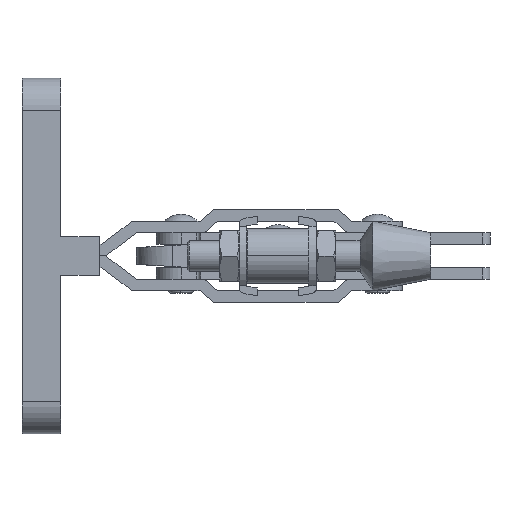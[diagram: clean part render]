
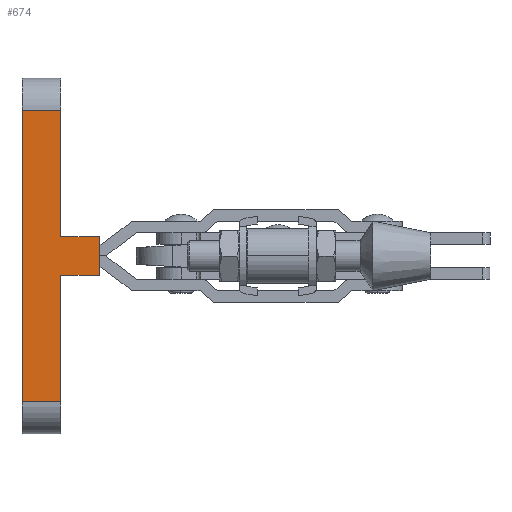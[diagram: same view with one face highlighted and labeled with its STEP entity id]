
A CAD part, left-side view. The second image highlights one B-rep face of the part: STEP entity #674.
In plain terms, the highlighted planar face has unit normal (-1, 0, 0).
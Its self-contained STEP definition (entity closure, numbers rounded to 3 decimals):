
#2 = ORIENTED_EDGE ( 'NONE', *, *, #1388, .F. ) ;
#71 = VECTOR ( 'NONE', #8750, 1000. ) ;
#245 = EDGE_CURVE ( 'NONE', #10513, #10934, #8816, .T. ) ;
#284 = CARTESIAN_POINT ( 'NONE',  ( -45.15, 85.99, 37.65 ) ) ;
#368 = CARTESIAN_POINT ( 'NONE',  ( -45.15, 85.99, -37.65 ) ) ;
#410 = EDGE_CURVE ( 'NONE', #10989, #8361, #9536, .T. ) ;
#467 = DIRECTION ( 'NONE',  ( 0., 0., -1. ) ) ;
#586 = VERTEX_POINT ( 'NONE', #1515 ) ;
#674 = ADVANCED_FACE ( 'NONE', ( #3755 ), #10572, .T. ) ;
#935 = VECTOR ( 'NONE', #4200, 1000. ) ;
#1388 = EDGE_CURVE ( 'NONE', #586, #7873, #6444, .T. ) ;
#1515 = CARTESIAN_POINT ( 'NONE',  ( -45.15, 85.99, -5. ) ) ;
#1522 = CARTESIAN_POINT ( 'NONE',  ( -45.15, 96., 5. ) ) ;
#2145 = DIRECTION ( 'NONE',  ( 0., 0., 1. ) ) ;
#2405 = ORIENTED_EDGE ( 'NONE', *, *, #7483, .F. ) ;
#2642 = LINE ( 'NONE', #3110, #71 ) ;
#3110 = CARTESIAN_POINT ( 'NONE',  ( -45.15, 96., 5. ) ) ;
#3206 = VECTOR ( 'NONE', #2145, 1000. ) ;
#3236 = ORIENTED_EDGE ( 'NONE', *, *, #410, .T. ) ;
#3314 = ORIENTED_EDGE ( 'NONE', *, *, #8475, .F. ) ;
#3755 = FACE_OUTER_BOUND ( 'NONE', #10866, .T. ) ;
#3972 = CARTESIAN_POINT ( 'NONE',  ( -45.15, 85.99, -37.65 ) ) ;
#3979 = ORIENTED_EDGE ( 'NONE', *, *, #12127, .F. ) ;
#4200 = DIRECTION ( 'NONE',  ( 0., 0., 1. ) ) ;
#5122 = VERTEX_POINT ( 'NONE', #1522 ) ;
#5190 = CARTESIAN_POINT ( 'NONE',  ( -45.15, 96., -49.893 ) ) ;
#5414 = DIRECTION ( 'NONE',  ( -1., 0., 0. ) ) ;
#5440 = LINE ( 'NONE', #5190, #10116 ) ;
#5651 = LINE ( 'NONE', #9592, #3206 ) ;
#5755 = AXIS2_PLACEMENT_3D ( 'NONE', #368, #5414, #9964 ) ;
#5928 = CARTESIAN_POINT ( 'NONE',  ( -45.15, 96., -37.65 ) ) ;
#5932 = LINE ( 'NONE', #10678, #10911 ) ;
#6000 = DIRECTION ( 'NONE',  ( 0., 1., 0. ) ) ;
#6150 = VECTOR ( 'NONE', #8698, 1000. ) ;
#6199 = CARTESIAN_POINT ( 'NONE',  ( -45.15, 96., 37.65 ) ) ;
#6259 = EDGE_CURVE ( 'NONE', #586, #7244, #5651, .T. ) ;
#6324 = VECTOR ( 'NONE', #8745, 1000. ) ;
#6444 = LINE ( 'NONE', #9743, #6150 ) ;
#6466 = CARTESIAN_POINT ( 'NONE',  ( -45.15, 85.99, 5. ) ) ;
#6791 = ORIENTED_EDGE ( 'NONE', *, *, #245, .F. ) ;
#7244 = VERTEX_POINT ( 'NONE', #6466 ) ;
#7483 = EDGE_CURVE ( 'NONE', #10989, #5122, #2642, .T. ) ;
#7748 = CARTESIAN_POINT ( 'NONE',  ( -45.15, 106., 37.65 ) ) ;
#7873 = VERTEX_POINT ( 'NONE', #12057 ) ;
#8361 = VERTEX_POINT ( 'NONE', #7748 ) ;
#8475 = EDGE_CURVE ( 'NONE', #10934, #8361, #11209, .T. ) ;
#8486 = EDGE_CURVE ( 'NONE', #5122, #7244, #5932, .T. ) ;
#8698 = DIRECTION ( 'NONE',  ( 0., 1., 0. ) ) ;
#8745 = DIRECTION ( 'NONE',  ( 0., 1., 0. ) ) ;
#8750 = DIRECTION ( 'NONE',  ( 0., 0., -1. ) ) ;
#8816 = LINE ( 'NONE', #3972, #6324 ) ;
#9253 = VECTOR ( 'NONE', #6000, 1000. ) ;
#9536 = LINE ( 'NONE', #284, #9253 ) ;
#9592 = CARTESIAN_POINT ( 'NONE',  ( -45.15, 85.99, -37.65 ) ) ;
#9648 = ORIENTED_EDGE ( 'NONE', *, *, #6259, .T. ) ;
#9743 = CARTESIAN_POINT ( 'NONE',  ( -45.15, 96., -5. ) ) ;
#9757 = CARTESIAN_POINT ( 'NONE',  ( -45.15, 106., -37.65 ) ) ;
#9964 = DIRECTION ( 'NONE',  ( 0., 0., 1. ) ) ;
#10116 = VECTOR ( 'NONE', #467, 1000. ) ;
#10513 = VERTEX_POINT ( 'NONE', #5928 ) ;
#10572 = PLANE ( 'NONE',  #5755 ) ;
#10678 = CARTESIAN_POINT ( 'NONE',  ( -45.15, 84.058, 5. ) ) ;
#10818 = CARTESIAN_POINT ( 'NONE',  ( -45.15, 106., -37.65 ) ) ;
#10866 = EDGE_LOOP ( 'NONE', ( #11801, #2405, #3236, #3314, #6791, #3979, #2, #9648 ) ) ;
#10911 = VECTOR ( 'NONE', #11614, 1000. ) ;
#10934 = VERTEX_POINT ( 'NONE', #10818 ) ;
#10989 = VERTEX_POINT ( 'NONE', #6199 ) ;
#11209 = LINE ( 'NONE', #9757, #935 ) ;
#11614 = DIRECTION ( 'NONE',  ( 0., -1., 0. ) ) ;
#11801 = ORIENTED_EDGE ( 'NONE', *, *, #8486, .F. ) ;
#12057 = CARTESIAN_POINT ( 'NONE',  ( -45.15, 96., -5. ) ) ;
#12127 = EDGE_CURVE ( 'NONE', #7873, #10513, #5440, .T. ) ;
